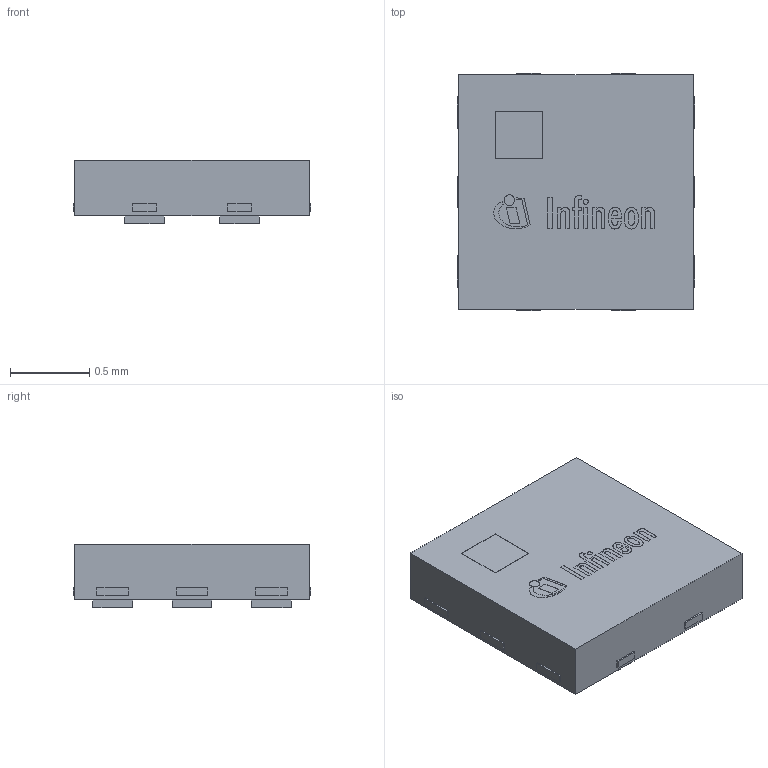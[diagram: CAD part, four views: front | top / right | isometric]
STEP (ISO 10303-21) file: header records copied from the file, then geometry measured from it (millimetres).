
FILE_DESCRIPTION(/* description */ (''),/* implementation_level */ '2;1');
FILE_NAME(/* name */ 'PG-TSNP-6-18_Z8B00234307_V02_3D.stp',/* time_stamp */ '2022-12-15T14:19:28+06:00',/* author */ ('Subramani'),/* organization */ (''),/* preprocessor_version */ 'ST-DEVELOPER v16.13',/* originating_system */ 'AutoCAD Mechanical',/* authorisation */ '');
FILE_SCHEMA (('AUTOMOTIVE_DESIGN { 1 0 10303 214 3 1 1 }'));
Length unit declared in the file: millimetre
Products named in the file (1): Product
Bounding box: 1.5 x 1.5 x 0.4 mm (x, y, z)
Volume: 0.8 mm3; surface area: 8.1 mm2
Topology: 30 solids, 30 shells, 224 faces, 489 edges, 326 vertices
Faces by surface type: plane 204, bspline 18, cylinder 2
Full cylindrical faces by diameter (mm): 0.032 x1, 0.066 x1
Entity records: 6258 total; most frequent: CARTESIAN_POINT 1408, ORIENTED_EDGE 974, DIRECTION 869, EDGE_CURVE 487, LINE 447, VECTOR 447, VERTEX_POINT 326, EDGE_LOOP 231
